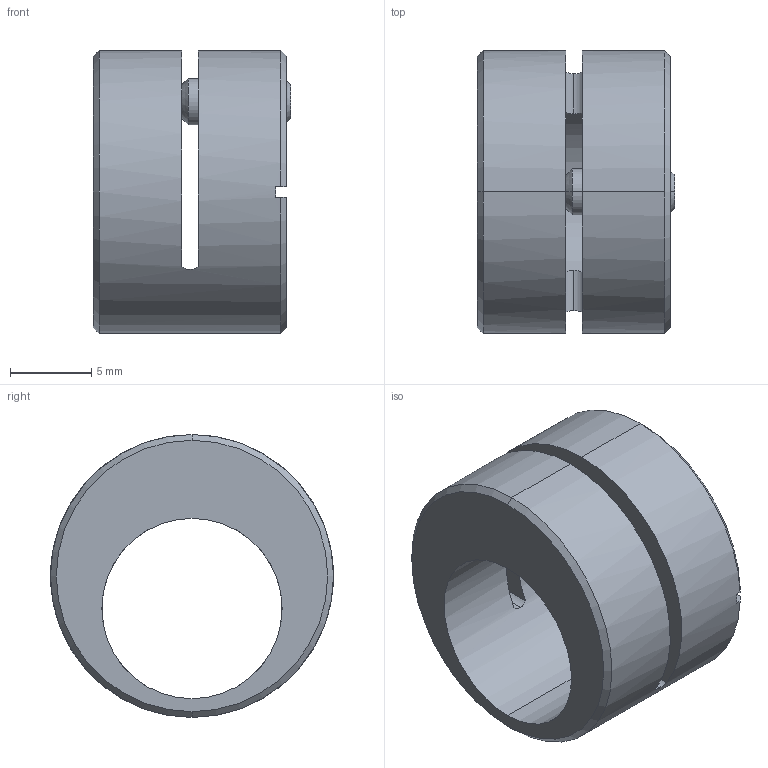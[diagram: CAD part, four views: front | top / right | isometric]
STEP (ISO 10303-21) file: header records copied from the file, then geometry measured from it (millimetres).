
FILE_DESCRIPTION (( 'STEP AP214' ), '1' );
FILE_NAME ('EH2B150_0810.stp', '2020-05-15T07:32:42', ( '' ), ( '' ), 'SwSTEP 2.0', 'SolidWorks 2019', '' );
FILE_SCHEMA (( 'AUTOMOTIVE_DESIGN' ));
Length unit declared in the file: inch
Products named in the file (3): 2B150_0810 Exzenter a1; 2B150_0810 Exzenter a2; EH2B150_0810
Assembly tree (2 placements, depth 2):
  EH2B150_0810
    2B150_0810 Exzenter a1
    2B150_0810 Exzenter a2
Bounding box: 12.17 x 17.46 x 17.46 mm (x, y, z)
Volume: 1584.2 mm3; surface area: 1622.2 mm2
Topology: 2 solids, 2 shells, 45 faces, 118 edges, 75 vertices
Faces by surface type: plane 20, cone 13, cylinder 12
Entity records: 1605 total; most frequent: CARTESIAN_POINT 295, DIRECTION 251, ORIENTED_EDGE 236, EDGE_CURVE 118, AXIS2_PLACEMENT_3D 95, VERTEX_POINT 75, LINE 61, VECTOR 61
